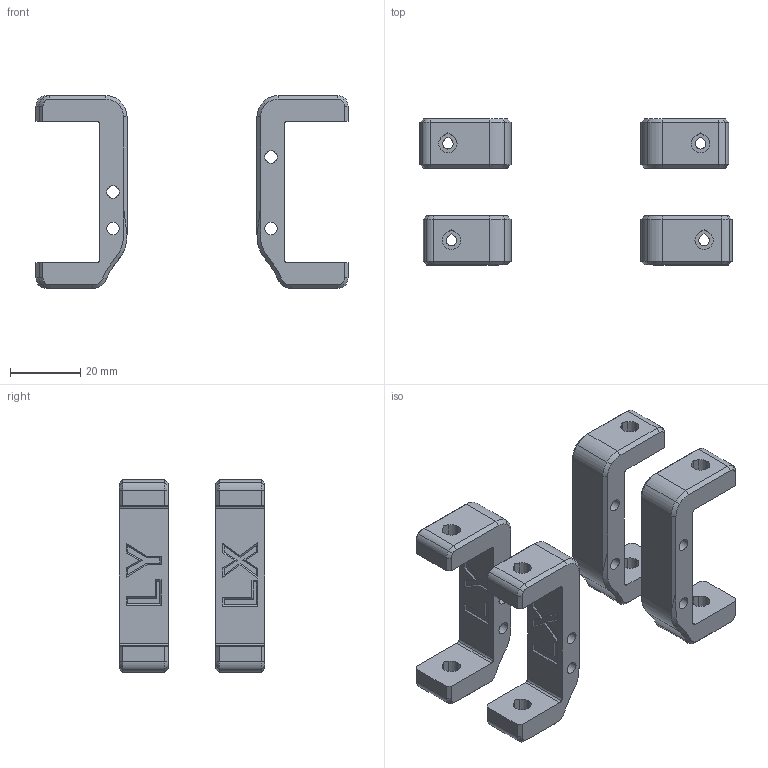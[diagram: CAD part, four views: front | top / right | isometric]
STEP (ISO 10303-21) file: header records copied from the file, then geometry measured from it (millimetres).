
FILE_DESCRIPTION (( 'STEP AP203' ), '1' );
FILE_NAME ('front_idlers_pinned.STEP', '2023-02-04T11:30:55', ( '' ), ( '' ), 'SwSTEP 2.0', 'SolidWorks 2020', '' );
FILE_SCHEMA (( 'CONFIG_CONTROL_DESIGN' ));
Length unit declared in the file: millimetre
Products named in the file (5): Left Y Front Idler; front_idlers_pinned; Right Y Front Idler; Left X Front Idler; Right X Front Idler
Assembly tree (4 placements, depth 2):
  front_idlers_pinned
    Left X Front Idler
    Left Y Front Idler
    Right X Front Idler
    Right Y Front Idler
Bounding box: 89.11 x 41.61 x 55 mm (x, y, z)
Volume: 32251.8 mm3; surface area: 16723 mm2
Topology: 4 solids, 4 shells, 398 faces, 1016 edges, 644 vertices
Faces by surface type: plane 204, cylinder 94, bspline 52, cone 48
Entity records: 14289 total; most frequent: CARTESIAN_POINT 4295, ORIENTED_EDGE 2032, DIRECTION 1834, EDGE_CURVE 1016, LINE 656, VECTOR 656, VERTEX_POINT 644, AXIS2_PLACEMENT_3D 589
